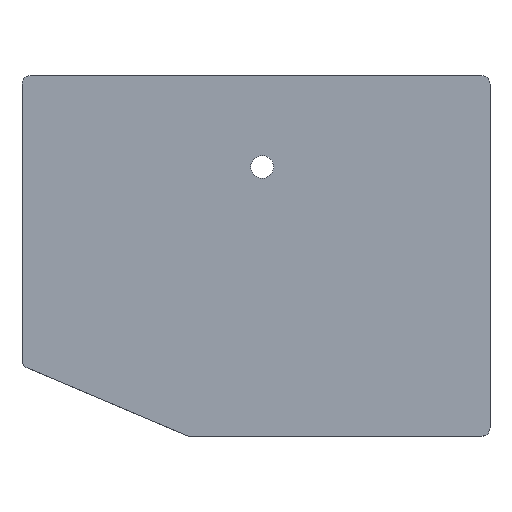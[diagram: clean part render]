
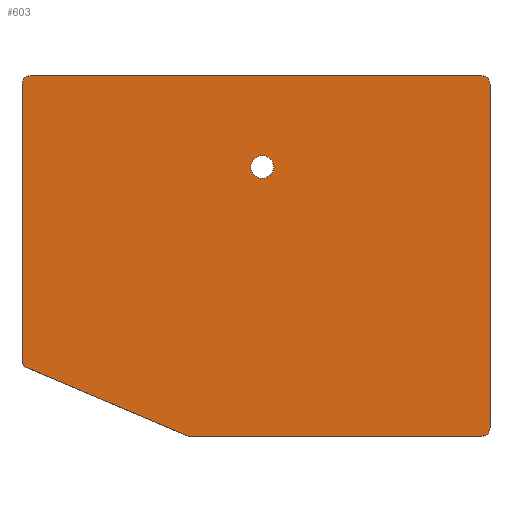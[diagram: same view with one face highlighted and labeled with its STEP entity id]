
A CAD part, top view. The second image highlights one B-rep face of the part: STEP entity #603.
In plain terms, the highlighted planar face has unit normal (0, 0, 1).
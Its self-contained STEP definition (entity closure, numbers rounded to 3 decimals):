
#15=FACE_BOUND('',#102,.T.);
#37=PLANE('',#677);
#69=FACE_OUTER_BOUND('',#101,.T.);
#101=EDGE_LOOP('',(#546,#547,#548,#549,#550,#551,#552,#553,#554,#555));
#102=EDGE_LOOP('',(#556));
#109=LINE('',#874,#167);
#123=LINE('',#915,#181);
#137=LINE('',#953,#195);
#145=LINE('',#993,#203);
#162=LINE('',#1031,#220);
#167=VECTOR('',#693,10.);
#181=VECTOR('',#725,10.);
#195=VECTOR('',#757,10.);
#203=VECTOR('',#813,10.);
#220=VECTOR('',#854,10.);
#222=CIRCLE('',#621,2.);
#228=CIRCLE('',#630,2.);
#229=CIRCLE('',#633,2.);
#233=CIRCLE('',#639,2.);
#234=CIRCLE('',#642,2.);
#247=CIRCLE('',#670,2.75);
#251=VERTEX_POINT('',#864);
#252=VERTEX_POINT('',#866);
#254=VERTEX_POINT('',#872);
#270=VERTEX_POINT('',#908);
#271=VERTEX_POINT('',#909);
#272=VERTEX_POINT('',#914);
#277=VERTEX_POINT('',#926);
#285=VERTEX_POINT('',#946);
#286=VERTEX_POINT('',#947);
#287=VERTEX_POINT('',#952);
#300=VERTEX_POINT('',#1011);
#307=EDGE_CURVE('',#251,#252,#222,.T.);
#311=EDGE_CURVE('',#251,#254,#109,.T.);
#328=EDGE_CURVE('',#270,#271,#228,.T.);
#331=EDGE_CURVE('',#272,#271,#123,.T.);
#337=EDGE_CURVE('',#272,#277,#229,.T.);
#347=EDGE_CURVE('',#285,#286,#233,.T.);
#350=EDGE_CURVE('',#287,#286,#137,.T.);
#352=EDGE_CURVE('',#287,#254,#234,.T.);
#371=EDGE_CURVE('',#285,#277,#145,.T.);
#380=EDGE_CURVE('',#300,#300,#247,.T.);
#390=EDGE_CURVE('',#270,#252,#162,.T.);
#546=ORIENTED_EDGE('',*,*,#307,.F.);
#547=ORIENTED_EDGE('',*,*,#311,.T.);
#548=ORIENTED_EDGE('',*,*,#352,.F.);
#549=ORIENTED_EDGE('',*,*,#350,.T.);
#550=ORIENTED_EDGE('',*,*,#347,.F.);
#551=ORIENTED_EDGE('',*,*,#371,.T.);
#552=ORIENTED_EDGE('',*,*,#337,.F.);
#553=ORIENTED_EDGE('',*,*,#331,.T.);
#554=ORIENTED_EDGE('',*,*,#328,.F.);
#555=ORIENTED_EDGE('',*,*,#390,.T.);
#556=ORIENTED_EDGE('',*,*,#380,.T.);
#603=ADVANCED_FACE('',(#69,#15),#37,.T.);
#621=AXIS2_PLACEMENT_3D('',#867,#686,#687);
#630=AXIS2_PLACEMENT_3D('',#910,#719,#720);
#633=AXIS2_PLACEMENT_3D('',#927,#733,#734);
#639=AXIS2_PLACEMENT_3D('',#948,#751,#752);
#642=AXIS2_PLACEMENT_3D('',#956,#761,#762);
#670=AXIS2_PLACEMENT_3D('',#1012,#832,#833);
#677=AXIS2_PLACEMENT_3D('',#1032,#855,#856);
#686=DIRECTION('center_axis',(0.,0.,-1.));
#687=DIRECTION('ref_axis',(-0.834,-0.552,0.));
#693=DIRECTION('',(0.92,-0.391,0.));
#719=DIRECTION('center_axis',(0.,0.,-1.));
#720=DIRECTION('ref_axis',(-0.707,0.707,0.));
#725=DIRECTION('',(-1.,0.,0.));
#733=DIRECTION('center_axis',(0.,0.,-1.));
#734=DIRECTION('ref_axis',(0.707,0.707,0.));
#751=DIRECTION('center_axis',(0.,0.,-1.));
#752=DIRECTION('ref_axis',(0.707,-0.707,0.));
#757=DIRECTION('',(1.,0.,0.));
#761=DIRECTION('center_axis',(0.,0.,-1.));
#762=DIRECTION('ref_axis',(-0.2,-0.98,0.));
#813=DIRECTION('',(0.,1.,0.));
#832=DIRECTION('center_axis',(0.,0.,-1.));
#833=DIRECTION('ref_axis',(-1.,0.,0.));
#854=DIRECTION('',(0.,-1.,0.));
#855=DIRECTION('center_axis',(0.,0.,1.));
#856=DIRECTION('ref_axis',(1.,0.,0.));
#864=CARTESIAN_POINT('',(-38.782,16.482,2.));
#866=CARTESIAN_POINT('',(-40.,18.323,2.));
#867=CARTESIAN_POINT('Origin',(-38.,18.323,2.));
#872=CARTESIAN_POINT('',(-0.375,0.159,2.));
#874=CARTESIAN_POINT('',(-40.,17.,2.));
#908=CARTESIAN_POINT('',(-40.,85.,2.));
#909=CARTESIAN_POINT('',(-38.,87.,2.));
#910=CARTESIAN_POINT('Origin',(-38.,85.,2.));
#914=CARTESIAN_POINT('',(71.,87.,2.));
#915=CARTESIAN_POINT('',(73.,87.,2.));
#926=CARTESIAN_POINT('',(73.,85.,2.));
#927=CARTESIAN_POINT('Origin',(71.,85.,2.));
#946=CARTESIAN_POINT('',(73.,2.,2.));
#947=CARTESIAN_POINT('',(71.,0.,2.));
#948=CARTESIAN_POINT('Origin',(71.,2.,2.));
#952=CARTESIAN_POINT('',(0.407,0.,2.));
#953=CARTESIAN_POINT('',(0.,0.,2.));
#956=CARTESIAN_POINT('Origin',(0.407,2.,2.));
#993=CARTESIAN_POINT('',(73.,0.,2.));
#1011=CARTESIAN_POINT('',(20.75,65.,2.));
#1012=CARTESIAN_POINT('Origin',(18.,65.,2.));
#1031=CARTESIAN_POINT('',(-40.,87.,2.));
#1032=CARTESIAN_POINT('Origin',(16.5,43.5,2.));
